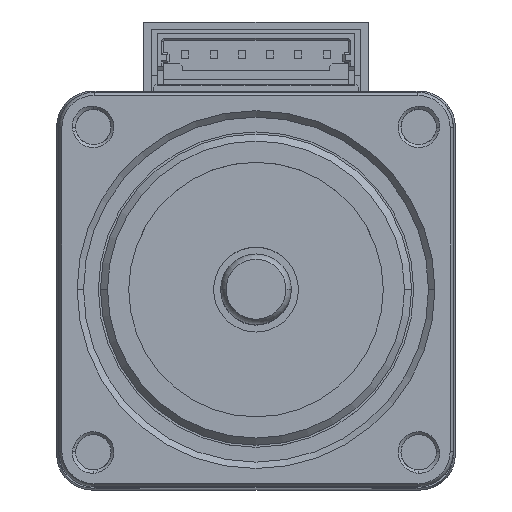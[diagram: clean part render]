
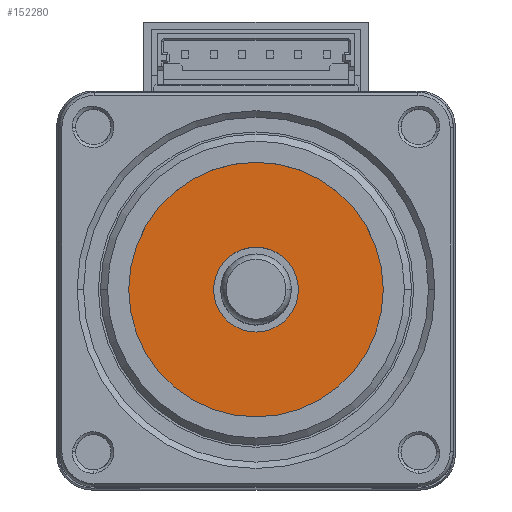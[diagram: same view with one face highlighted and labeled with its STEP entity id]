
A CAD part, top view. The second image highlights one B-rep face of the part: STEP entity #152280.
In plain terms, the highlighted planar face has unit normal (0, 0, 1).
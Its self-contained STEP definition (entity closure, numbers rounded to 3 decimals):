
#106780=CARTESIAN_POINT('',(-3.,0.,-0.5));
#106790=VERTEX_POINT('',#106780);
#106820=CARTESIAN_POINT('',(0.,0.,
-0.5));
#106830=DIRECTION('',(0.,0.,-1.));
#106840=DIRECTION('',(-1.,0.,-0.));
#106850=AXIS2_PLACEMENT_3D('',#106820,#106830,#106840);
#106860=CIRCLE('',#106850,3.);
#106870=CARTESIAN_POINT('',(3.,0.,-0.5));
#106880=VERTEX_POINT('',#106870);
#106890=EDGE_CURVE('',#106790,#106880,#106860,.T.);
#133650=CARTESIAN_POINT('',(-9.,0.,-0.5));
#133660=VERTEX_POINT('',#133650);
#133740=CARTESIAN_POINT('',(9.,0.,-0.5));
#133750=VERTEX_POINT('',#133740);
#133780=CARTESIAN_POINT('',(0.,0.,
-0.5));
#133790=DIRECTION('',(0.,0.,1.));
#133800=DIRECTION('',(1.,0.,0.));
#133810=AXIS2_PLACEMENT_3D('',#133780,#133790,#133800);
#133820=CIRCLE('',#133810,9.);
#133830=EDGE_CURVE('',#133750,#133660,#133820,.T.);
#152130=CARTESIAN_POINT('',(-9.108,-9.108,-0.5));
#152140=DIRECTION('',(0.,0.,1.));
#152150=DIRECTION('',(1.,0.,-0.));
#152160=AXIS2_PLACEMENT_3D('',#152130,#152140,#152150);
#152170=PLANE('',#152160);
#152180=EDGE_CURVE('',#133660,#133750,#133820,.T.);
#152190=ORIENTED_EDGE('',*,*,#152180,.T.);
#152200=ORIENTED_EDGE('',*,*,#133830,.T.);
#152210=EDGE_LOOP('',(#152200,#152190));
#152220=FACE_OUTER_BOUND('',#152210,.T.);
#152230=ORIENTED_EDGE('',*,*,#106890,.T.);
#152240=EDGE_CURVE('',#106880,#106790,#106860,.T.);
#152250=ORIENTED_EDGE('',*,*,#152240,.T.);
#152260=EDGE_LOOP('',(#152250,#152230));
#152270=FACE_BOUND('',#152260,.T.);
#152280=ADVANCED_FACE('',(#152220,#152270),#152170,.T.);
